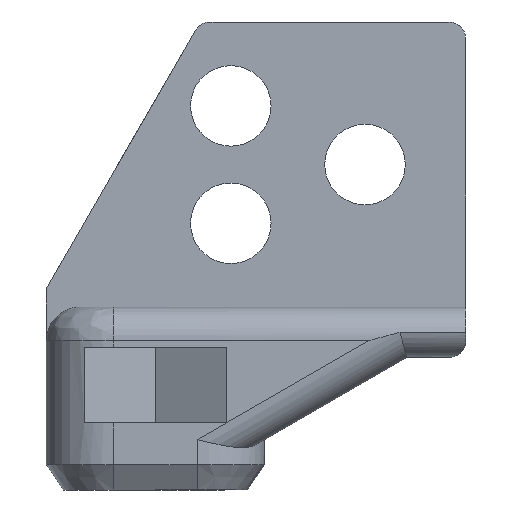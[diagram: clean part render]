
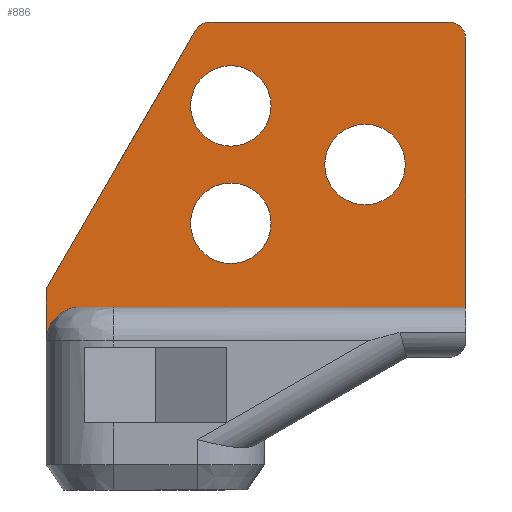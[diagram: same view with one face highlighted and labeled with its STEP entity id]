
A CAD part, left-side view. The second image highlights one B-rep face of the part: STEP entity #886.
In plain terms, the highlighted planar face has unit normal (-1, 0, 0).
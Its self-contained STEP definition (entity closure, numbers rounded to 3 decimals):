
#23=FACE_BOUND('',#200,.T.);
#24=FACE_BOUND('',#201,.T.);
#25=FACE_BOUND('',#202,.T.);
#74=CIRCLE('',#937,2.);
#81=CIRCLE('',#954,1.);
#85=CIRCLE('',#961,1.);
#93=CIRCLE('',#987,2.4);
#94=CIRCLE('',#989,2.4);
#95=CIRCLE('',#991,2.4);
#144=FACE_OUTER_BOUND('',#199,.T.);
#199=EDGE_LOOP('',(#777,#778,#779,#780,#781,#782,#783,#784));
#200=EDGE_LOOP('',(#785));
#201=EDGE_LOOP('',(#786));
#202=EDGE_LOOP('',(#787));
#227=LINE('',#1321,#304);
#242=LINE('',#1390,#319);
#249=LINE('',#1408,#326);
#274=LINE('',#1550,#351);
#275=LINE('',#1552,#352);
#304=VECTOR('',#1054,10.);
#319=VECTOR('',#1105,10.);
#326=VECTOR('',#1120,10.);
#351=VECTOR('',#1239,10.);
#352=VECTOR('',#1242,10.);
#380=VERTEX_POINT('',#1318);
#381=VERTEX_POINT('',#1320);
#395=VERTEX_POINT('',#1374);
#400=VERTEX_POINT('',#1388);
#407=VERTEX_POINT('',#1406);
#413=VERTEX_POINT('',#1437);
#414=VERTEX_POINT('',#1438);
#417=VERTEX_POINT('',#1452);
#432=VERTEX_POINT('',#1538);
#433=VERTEX_POINT('',#1542);
#434=VERTEX_POINT('',#1546);
#466=EDGE_CURVE('',#380,#381,#227,.T.);
#485=EDGE_CURVE('',#380,#395,#74,.T.);
#493=EDGE_CURVE('',#400,#395,#242,.T.);
#502=EDGE_CURVE('',#400,#407,#249,.T.);
#511=EDGE_CURVE('',#413,#414,#81,.T.);
#519=EDGE_CURVE('',#417,#407,#85,.T.);
#548=EDGE_CURVE('',#432,#432,#93,.T.);
#550=EDGE_CURVE('',#433,#433,#94,.T.);
#552=EDGE_CURVE('',#434,#434,#95,.T.);
#554=EDGE_CURVE('',#413,#381,#274,.T.);
#555=EDGE_CURVE('',#417,#414,#275,.T.);
#777=ORIENTED_EDGE('',*,*,#511,.F.);
#778=ORIENTED_EDGE('',*,*,#554,.T.);
#779=ORIENTED_EDGE('',*,*,#466,.F.);
#780=ORIENTED_EDGE('',*,*,#485,.T.);
#781=ORIENTED_EDGE('',*,*,#493,.F.);
#782=ORIENTED_EDGE('',*,*,#502,.T.);
#783=ORIENTED_EDGE('',*,*,#519,.F.);
#784=ORIENTED_EDGE('',*,*,#555,.T.);
#785=ORIENTED_EDGE('',*,*,#552,.T.);
#786=ORIENTED_EDGE('',*,*,#550,.T.);
#787=ORIENTED_EDGE('',*,*,#548,.T.);
#835=PLANE('',#994);
#886=ADVANCED_FACE('',(#144,#23,#24,#25),#835,.F.);
#937=AXIS2_PLACEMENT_3D('',#1375,#1090,#1091);
#954=AXIS2_PLACEMENT_3D('',#1439,#1140,#1141);
#961=AXIS2_PLACEMENT_3D('',#1453,#1158,#1159);
#987=AXIS2_PLACEMENT_3D('',#1539,#1224,#1225);
#989=AXIS2_PLACEMENT_3D('',#1543,#1229,#1230);
#991=AXIS2_PLACEMENT_3D('',#1547,#1234,#1235);
#994=AXIS2_PLACEMENT_3D('',#1553,#1243,#1244);
#1054=DIRECTION('',(0.,0.,1.));
#1090=DIRECTION('center_axis',(1.,0.,0.));
#1091=DIRECTION('ref_axis',(0.,0.707,0.707));
#1105=DIRECTION('',(0.,1.,0.));
#1120=DIRECTION('',(0.,0.,1.));
#1140=DIRECTION('center_axis',(1.,0.,0.));
#1141=DIRECTION('ref_axis',(0.,0.5,0.866));
#1158=DIRECTION('center_axis',(1.,0.,0.));
#1159=DIRECTION('ref_axis',(0.,-0.707,0.707));
#1224=DIRECTION('center_axis',(1.,0.,0.));
#1225=DIRECTION('ref_axis',(0.,1.,0.));
#1229=DIRECTION('center_axis',(1.,0.,0.));
#1230=DIRECTION('ref_axis',(0.,1.,0.));
#1234=DIRECTION('center_axis',(1.,0.,0.));
#1235=DIRECTION('ref_axis',(0.,1.,0.));
#1239=DIRECTION('',(0.,0.5,-0.866));
#1242=DIRECTION('',(0.,1.,0.));
#1243=DIRECTION('center_axis',(1.,0.,0.));
#1244=DIRECTION('ref_axis',(0.,1.,0.));
#1318=CARTESIAN_POINT('',(-4.,13.,8.9));
#1320=CARTESIAN_POINT('',(-4.,13.,12.));
#1321=CARTESIAN_POINT('',(-4.,13.,8.175));
#1374=CARTESIAN_POINT('',(-4.,11.,10.9));
#1375=CARTESIAN_POINT('Origin',(-4.,11.,8.9));
#1388=CARTESIAN_POINT('',(-4.,-12.,10.9));
#1390=CARTESIAN_POINT('',(-4.,-5.75,10.9));
#1406=CARTESIAN_POINT('',(-4.,-12.,26.9));
#1408=CARTESIAN_POINT('',(-4.,-12.,7.9));
#1437=CARTESIAN_POINT('',(-4.,4.109,27.4));
#1438=CARTESIAN_POINT('',(-4.,3.243,27.9));
#1439=CARTESIAN_POINT('Origin',(-4.,3.243,26.9));
#1452=CARTESIAN_POINT('',(-4.,-11.,27.9));
#1453=CARTESIAN_POINT('Origin',(-4.,-11.,26.9));
#1538=CARTESIAN_POINT('',(-4.,-0.4,15.9));
#1539=CARTESIAN_POINT('Origin',(-4.,2.,15.9));
#1542=CARTESIAN_POINT('',(-4.,-8.4,19.4));
#1543=CARTESIAN_POINT('Origin',(-4.,-6.,19.4));
#1546=CARTESIAN_POINT('',(-4.,-0.4,22.9));
#1547=CARTESIAN_POINT('Origin',(-4.,2.,22.9));
#1550=CARTESIAN_POINT('',(-4.,13.,12.));
#1552=CARTESIAN_POINT('',(-4.,-12.,27.9));
#1553=CARTESIAN_POINT('Origin',(-4.,0.5,19.4));
